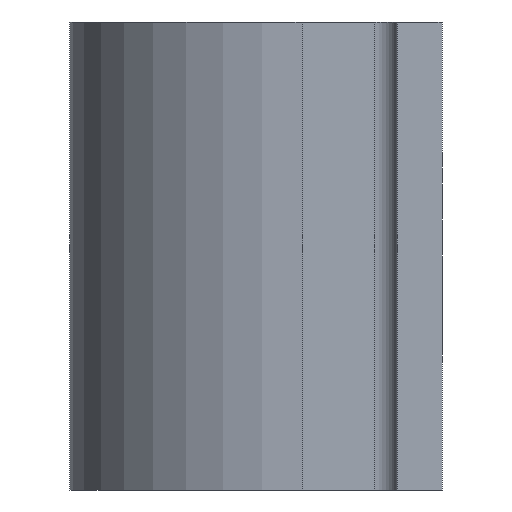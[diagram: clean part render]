
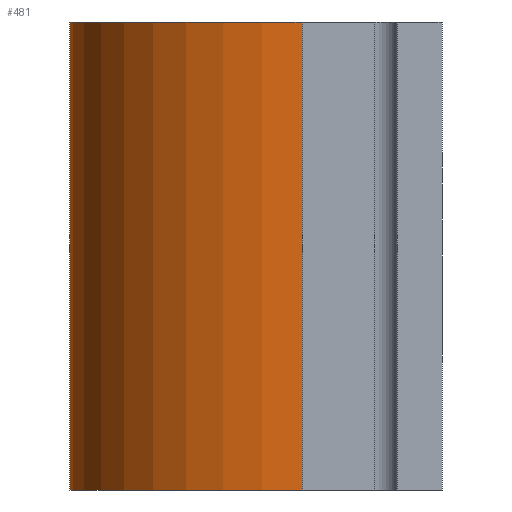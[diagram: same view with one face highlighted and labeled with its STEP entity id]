
A CAD part, left-side view. The second image highlights one B-rep face of the part: STEP entity #481.
In plain terms, the highlighted cylindrical face has radius 7.874 mm (diameter 15.748 mm), a partial arc.
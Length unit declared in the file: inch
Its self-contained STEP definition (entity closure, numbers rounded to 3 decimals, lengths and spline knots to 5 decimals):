
#7 = EDGE_LOOP ( 'NONE', ( #147, #330, #488, #308 ) ) ;
#10 = DIRECTION ( 'NONE',  ( 1., 0., 0. ) ) ;
#14 = DIRECTION ( 'NONE',  ( -1., 0., 0. ) ) ;
#53 = AXIS2_PLACEMENT_3D ( 'NONE', #287, #96, #10 ) ;
#54 = DIRECTION ( 'NONE',  ( 0., 0., -1. ) ) ;
#58 = CARTESIAN_POINT ( 'NONE',  ( 1.247, 0.187, 0.3125 ) ) ;
#78 = CARTESIAN_POINT ( 'NONE',  ( 0.937, 0.187, -0.3125 ) ) ;
#82 = CIRCLE ( 'NONE', #272, 0.31 ) ;
#96 = DIRECTION ( 'NONE',  ( 0., 0., -1. ) ) ;
#114 = EDGE_CURVE ( 'NONE', #319, #342, #449, .T. ) ;
#122 = FACE_OUTER_BOUND ( 'NONE', #7, .T. ) ;
#123 = CARTESIAN_POINT ( 'NONE',  ( 0.627, 0.187, 0.3125 ) ) ;
#147 = ORIENTED_EDGE ( 'NONE', *, *, #341, .F. ) ;
#156 = CARTESIAN_POINT ( 'NONE',  ( 0.937, 0.187, 0.3125 ) ) ;
#166 = CARTESIAN_POINT ( 'NONE',  ( 0.627, 0.187, -0.3125 ) ) ;
#167 = CIRCLE ( 'NONE', #53, 0.31 ) ;
#182 = VECTOR ( 'NONE', #54, 39.37008 ) ;
#207 = DIRECTION ( 'NONE',  ( 0., 0., -1. ) ) ;
#209 = AXIS2_PLACEMENT_3D ( 'NONE', #156, #293, #14 ) ;
#247 = EDGE_CURVE ( 'NONE', #431, #413, #419, .T. ) ;
#272 = AXIS2_PLACEMENT_3D ( 'NONE', #78, #207, #448 ) ;
#287 = CARTESIAN_POINT ( 'NONE',  ( 0.937, 0.187, 0.3125 ) ) ;
#293 = DIRECTION ( 'NONE',  ( 0., 0., -1. ) ) ;
#305 = EDGE_CURVE ( 'NONE', #319, #431, #167, .T. ) ;
#308 = ORIENTED_EDGE ( 'NONE', *, *, #247, .T. ) ;
#319 = VERTEX_POINT ( 'NONE', #123 ) ;
#328 = CARTESIAN_POINT ( 'NONE',  ( 1.247, 0.187, 0.3125 ) ) ;
#330 = ORIENTED_EDGE ( 'NONE', *, *, #114, .F. ) ;
#334 = CYLINDRICAL_SURFACE ( 'NONE', #209, 0.31 ) ;
#341 = EDGE_CURVE ( 'NONE', #342, #413, #82, .T. ) ;
#342 = VERTEX_POINT ( 'NONE', #166 ) ;
#345 = CARTESIAN_POINT ( 'NONE',  ( 0.627, 0.187, 0.3125 ) ) ;
#348 = DIRECTION ( 'NONE',  ( 0., 0., -1. ) ) ;
#413 = VERTEX_POINT ( 'NONE', #493 ) ;
#419 = LINE ( 'NONE', #58, #182 ) ;
#431 = VERTEX_POINT ( 'NONE', #328 ) ;
#448 = DIRECTION ( 'NONE',  ( 1., 0., 0. ) ) ;
#449 = LINE ( 'NONE', #345, #546 ) ;
#481 = ADVANCED_FACE ( 'NONE', ( #122 ), #334, .T. ) ;
#488 = ORIENTED_EDGE ( 'NONE', *, *, #305, .T. ) ;
#493 = CARTESIAN_POINT ( 'NONE',  ( 1.247, 0.187, -0.3125 ) ) ;
#546 = VECTOR ( 'NONE', #348, 39.37008 ) ;
